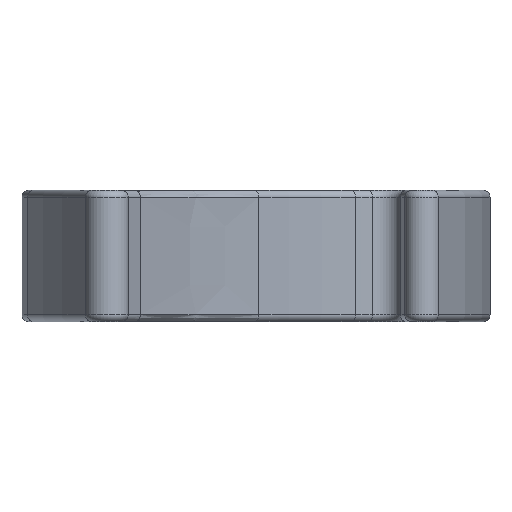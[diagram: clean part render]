
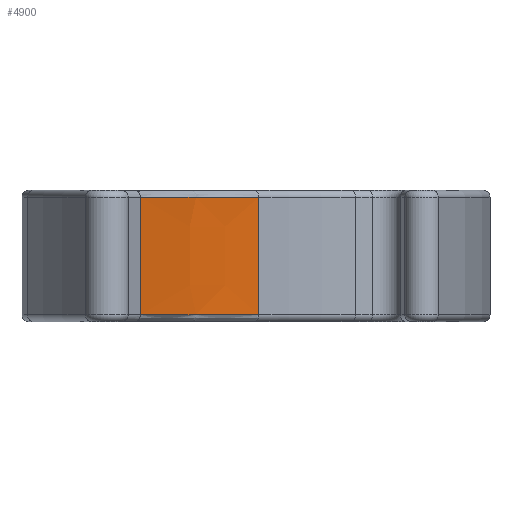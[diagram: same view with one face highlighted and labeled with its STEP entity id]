
A CAD part, left-side view. The second image highlights one B-rep face of the part: STEP entity #4900.
In plain terms, the highlighted face is a extrusion surface.
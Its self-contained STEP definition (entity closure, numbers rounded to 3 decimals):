
#3690=CARTESIAN_POINT('',(85.02,35.237,0.));
#3700=CARTESIAN_POINT('',(84.963,35.289,0.));
#3710=CARTESIAN_POINT('',(83.541,36.578,0.));
#3720=CARTESIAN_POINT('',(80.531,39.295,0.));
#3730=CARTESIAN_POINT('',(74.823,43.968,0.));
#3740=CARTESIAN_POINT('',(70.212,47.057,0.));
#3750=CARTESIAN_POINT('',(67.258,48.734,0.));
#3760=B_SPLINE_CURVE_WITH_KNOTS('',3,(#3690,#3700,#3710,#3720,#3730,
#3740,#3750),.UNSPECIFIED.,.F.,.F.,(4,1,1,1,4),(584.333,
584.751,594.801,606.46,624.978),
.UNSPECIFIED.);
#3770=DIRECTION('',(0.,0.,-1.));
#3780=VECTOR('',#3770,1.);
#3790=SURFACE_OF_LINEAR_EXTRUSION('',#3760,#3780);
#3800=CARTESIAN_POINT('',(85.02,35.237,
-0.8));
#3810=CARTESIAN_POINT('',(84.992,35.263,
-0.8));
#3820=CARTESIAN_POINT('',(84.964,35.288,
-0.8));
#3830=CARTESIAN_POINT('',(84.931,35.318,
-0.8));
#3840=CARTESIAN_POINT('',(84.926,35.323,
-0.8));
#3850=CARTESIAN_POINT('',(84.826,35.413,
-0.8));
#3860=CARTESIAN_POINT('',(84.732,35.499,
-0.8));
#3870=CARTESIAN_POINT('',(84.259,35.927,
-0.8));
#3880=CARTESIAN_POINT('',(83.881,36.269,
-0.8));
#3890=CARTESIAN_POINT('',(82.746,37.29,
-0.8));
#3900=CARTESIAN_POINT('',(81.987,37.966,
-0.8));
#3910=CARTESIAN_POINT('',(81.03,38.801,
-0.8));
#3920=CARTESIAN_POINT('',(80.838,38.967,
-0.8));
#3930=CARTESIAN_POINT('',(80.454,39.298,
-0.8));
#3940=CARTESIAN_POINT('',(80.261,39.463,
-0.8));
#3950=CARTESIAN_POINT('',(79.682,39.955,
-0.8));
#3960=CARTESIAN_POINT('',(79.294,40.281,
-0.8));
#3970=CARTESIAN_POINT('',(78.123,41.25,
-0.8));
#3980=CARTESIAN_POINT('',(77.334,41.884,
-0.8));
#3990=CARTESIAN_POINT('',(76.535,42.505,
-0.8));
#4000=CARTESIAN_POINT('',(76.357,42.642,
-0.8));
#4010=CARTESIAN_POINT('',(76.18,42.779,
-0.8));
#4020=CARTESIAN_POINT('',(75.824,43.051,
-0.8));
#4030=CARTESIAN_POINT('',(75.645,43.186,
-0.8));
#4040=CARTESIAN_POINT('',(75.108,43.59,
-0.8));
#4050=CARTESIAN_POINT('',(74.748,43.857,
-0.8));
#4060=CARTESIAN_POINT('',(74.024,44.384,
-0.8));
#4070=CARTESIAN_POINT('',(73.659,44.645,
-0.8));
#4080=CARTESIAN_POINT('',(72.927,45.16,
-0.8));
#4090=CARTESIAN_POINT('',(72.558,45.414,
-0.8));
#4100=CARTESIAN_POINT('',(71.446,46.167,
-0.8));
#4110=CARTESIAN_POINT('',(70.697,46.657,
-0.8));
#4120=CARTESIAN_POINT('',(69.181,47.607,
-0.8));
#4130=CARTESIAN_POINT('',(68.415,48.069,
-0.8));
#4140=CARTESIAN_POINT('',(67.545,48.57,
-0.8));
#4150=CARTESIAN_POINT('',(67.451,48.624,
-0.8));
#4160=CARTESIAN_POINT('',(67.341,48.686,
-0.8));
#4170=CARTESIAN_POINT('',(67.324,48.696,
-0.8));
#4180=CARTESIAN_POINT('',(67.291,48.715,
-0.8));
#4190=CARTESIAN_POINT('',(67.274,48.724,
-0.8));
#4200=CARTESIAN_POINT('',(67.258,48.734,
-0.8));
#4210=B_SPLINE_CURVE_WITH_KNOTS('',3,(#3800,#3810,#3820,#3830,#3840,
#3850,#3860,#3870,#3880,#3890,#3900,#3910,#3920,#3930,#3940,#3950,#3960,
#3970,#3980,#3990,#4000,#4010,#4020,#4030,#4040,#4050,#4060,#4070,#4080,
#4090,#4100,#4110,#4120,#4130,#4140,#4150,#4160,#4170,#4180,#4190,#4200)
,.UNSPECIFIED.,.F.,.F.,(4,2,2,2,2,2,2,2,2,3,2,2,2,2,2,2,2,2,2,4),(0.,
0.113,0.134,0.517,2.047,
5.104,5.867,6.63,8.156,
11.205,11.856,12.506,13.807,
15.107,16.407,19.006,21.605,
21.922,21.972,22.022),.UNSPECIFIED.);
#4220=CARTESIAN_POINT('',(85.02,35.237,
-0.8));
#4230=VERTEX_POINT('',#4220);
#4240=CARTESIAN_POINT('',(67.258,48.734,
-0.8));
#4250=VERTEX_POINT('',#4240);
#4260=EDGE_CURVE('',#4230,#4250,#4210,.T.);
#4270=ORIENTED_EDGE('',*,*,#4260,.T.);
#4280=CARTESIAN_POINT('',(85.02,35.237,0.));
#4290=DIRECTION('',(0.,0.,1.));
#4300=VECTOR('',#4290,1.);
#4310=LINE('',#4280,#4300);
#4320=CARTESIAN_POINT('',(85.02,35.237,
-14.2));
#4330=VERTEX_POINT('',#4320);
#4340=EDGE_CURVE('',#4330,#4230,#4310,.T.);
#4350=ORIENTED_EDGE('',*,*,#4340,.T.);
#4360=CARTESIAN_POINT('',(85.02,35.237,
-14.2));
#4370=CARTESIAN_POINT('',(84.992,35.263,
-14.2));
#4380=CARTESIAN_POINT('',(84.964,35.288,
-14.2));
#4390=CARTESIAN_POINT('',(84.931,35.318,
-14.2));
#4400=CARTESIAN_POINT('',(84.926,35.323,
-14.2));
#4410=CARTESIAN_POINT('',(84.826,35.413,
-14.2));
#4420=CARTESIAN_POINT('',(84.732,35.499,
-14.2));
#4430=CARTESIAN_POINT('',(84.259,35.927,
-14.2));
#4440=CARTESIAN_POINT('',(83.881,36.269,
-14.2));
#4450=CARTESIAN_POINT('',(82.746,37.29,
-14.2));
#4460=CARTESIAN_POINT('',(81.987,37.966,
-14.2));
#4470=CARTESIAN_POINT('',(81.03,38.801,
-14.2));
#4480=CARTESIAN_POINT('',(80.838,38.967,
-14.2));
#4490=CARTESIAN_POINT('',(80.454,39.298,
-14.2));
#4500=CARTESIAN_POINT('',(80.261,39.463,
-14.2));
#4510=CARTESIAN_POINT('',(79.682,39.955,
-14.2));
#4520=CARTESIAN_POINT('',(79.294,40.281,
-14.2));
#4530=CARTESIAN_POINT('',(78.123,41.25,
-14.2));
#4540=CARTESIAN_POINT('',(77.334,41.884,
-14.2));
#4550=CARTESIAN_POINT('',(76.535,42.505,
-14.2));
#4560=CARTESIAN_POINT('',(76.357,42.642,
-14.2));
#4570=CARTESIAN_POINT('',(76.18,42.779,
-14.2));
#4580=CARTESIAN_POINT('',(75.824,43.051,
-14.2));
#4590=CARTESIAN_POINT('',(75.645,43.186,
-14.2));
#4600=CARTESIAN_POINT('',(75.108,43.59,
-14.2));
#4610=CARTESIAN_POINT('',(74.748,43.857,
-14.2));
#4620=CARTESIAN_POINT('',(74.024,44.384,
-14.2));
#4630=CARTESIAN_POINT('',(73.659,44.645,
-14.2));
#4640=CARTESIAN_POINT('',(72.927,45.16,
-14.2));
#4650=CARTESIAN_POINT('',(72.558,45.414,
-14.2));
#4660=CARTESIAN_POINT('',(71.446,46.167,
-14.2));
#4670=CARTESIAN_POINT('',(70.697,46.657,
-14.2));
#4680=CARTESIAN_POINT('',(69.181,47.607,
-14.2));
#4690=CARTESIAN_POINT('',(68.415,48.069,
-14.2));
#4700=CARTESIAN_POINT('',(67.545,48.57,
-14.2));
#4710=CARTESIAN_POINT('',(67.451,48.624,
-14.2));
#4720=CARTESIAN_POINT('',(67.341,48.686,
-14.2));
#4730=CARTESIAN_POINT('',(67.324,48.696,
-14.2));
#4740=CARTESIAN_POINT('',(67.291,48.715,
-14.2));
#4750=CARTESIAN_POINT('',(67.274,48.724,
-14.2));
#4760=CARTESIAN_POINT('',(67.258,48.734,
-14.2));
#4770=B_SPLINE_CURVE_WITH_KNOTS('',3,(#4360,#4370,#4380,#4390,#4400,
#4410,#4420,#4430,#4440,#4450,#4460,#4470,#4480,#4490,#4500,#4510,#4520,
#4530,#4540,#4550,#4560,#4570,#4580,#4590,#4600,#4610,#4620,#4630,#4640,
#4650,#4660,#4670,#4680,#4690,#4700,#4710,#4720,#4730,#4740,#4750,#4760)
,.UNSPECIFIED.,.F.,.F.,(4,2,2,2,2,2,2,2,2,3,2,2,2,2,2,2,2,2,2,4),(0.,
0.113,0.134,0.517,2.047,
5.104,5.867,6.63,8.156,
11.205,11.856,12.506,13.807,
15.107,16.407,19.006,21.605,
21.922,21.972,22.022),.UNSPECIFIED.);
#4780=CARTESIAN_POINT('',(67.258,48.734,
-14.2));
#4790=VERTEX_POINT('',#4780);
#4800=EDGE_CURVE('',#4330,#4790,#4770,.T.);
#4810=ORIENTED_EDGE('',*,*,#4800,.F.);
#4820=CARTESIAN_POINT('',(67.258,48.734,0.));
#4830=DIRECTION('',(0.,0.,-1.));
#4840=VECTOR('',#4830,0.55);
#4850=LINE('',#4820,#4840);
#4860=EDGE_CURVE('',#4250,#4790,#4850,.T.);
#4870=ORIENTED_EDGE('',*,*,#4860,.T.);
#4880=EDGE_LOOP('',(#4870,#4810,#4350,#4270));
#4890=FACE_OUTER_BOUND('',#4880,.T.);
#4900=ADVANCED_FACE('',(#4890),#3790,.T.);
